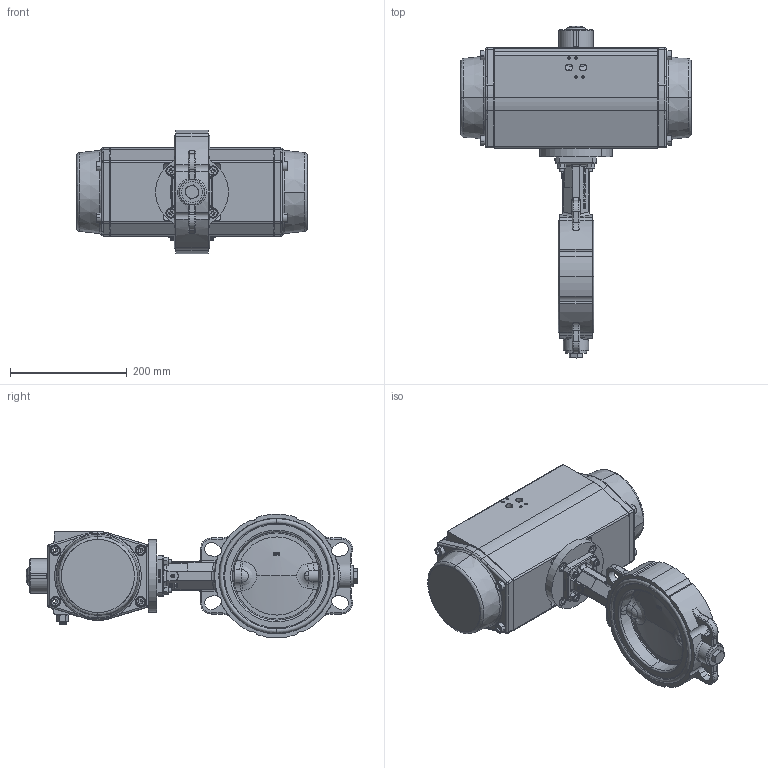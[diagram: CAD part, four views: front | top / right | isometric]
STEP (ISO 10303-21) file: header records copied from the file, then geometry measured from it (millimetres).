
FILE_DESCRIPTION (( 'STEP AP203' ), '1' );
FILE_NAME ('AK01_DN150_pneu.-einfachwirk..STEP', '2022-11-03T14:22:16', ( '' ), ( '' ), 'SwSTEP 2.0', 'SolidWorks 2021', '' );
FILE_SCHEMA (( 'CONFIG_CONTROL_DESIGN' ));
Products named in the file (1): AK01_DN150_pneu.-einfachwirk.
Bounding box: 395 x 568.69 x 212 mm (x, y, z)
Surface area: 565938.4 mm2 (no closed solid volume)
Topology: 0 solids, 409 shells, 1059 faces, 4316 edges, 3601 vertices
Faces by surface type: plane 374, cylinder 291, bspline 175, cone 112, torus 90, sphere 17
Entity records: 76513 total; most frequent: CARTESIAN_POINT 43715, DIRECTION 6114, ORIENTED_EDGE 5659, EDGE_CURVE 4285, VERTEX_POINT 3601, AXIS2_PLACEMENT_3D 2167, VECTOR 1780, LINE 1780
